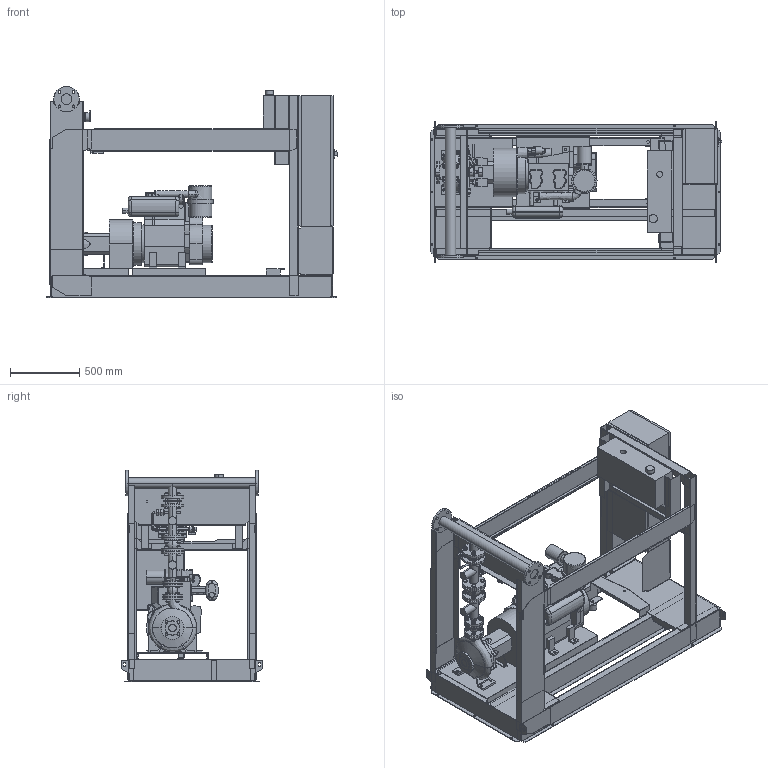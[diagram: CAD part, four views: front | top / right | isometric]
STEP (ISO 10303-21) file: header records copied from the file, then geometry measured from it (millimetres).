
FILE_DESCRIPTION((''),'2;1');
FILE_NAME('3d_Sifire-EN-32_250-257-31.5D-4183795.stp','2015-05-26T10:33:15',(''),(''),'Mechanical Desktop 2009','Mechanical Desktop 2009',', , ');
FILE_SCHEMA(('CONFIG_CONTROL_DESIGN'));
Length unit declared in the file: millimetre
Products named in the file (1): Product
Bounding box: 2105.5 x 1026 x 1527.5 mm (x, y, z)
Volume: 261416255.8 mm3; surface area: 23918192.8 mm2
Topology: 119 solids, 119 shells, 3160 faces, 7717 edges, 4916 vertices
Faces by surface type: bspline 1350, plane 1065, cylinder 417, cone 280, torus 46, sphere 2
Entity records: 104329 total; most frequent: CARTESIAN_POINT 35125, ORIENTED_EDGE 15418, DIRECTION 12565, EDGE_CURVE 7709, VERTEX_POINT 4913, VECTOR 4591, LINE 4591, AXIS2_PLACEMENT_3D 3987
